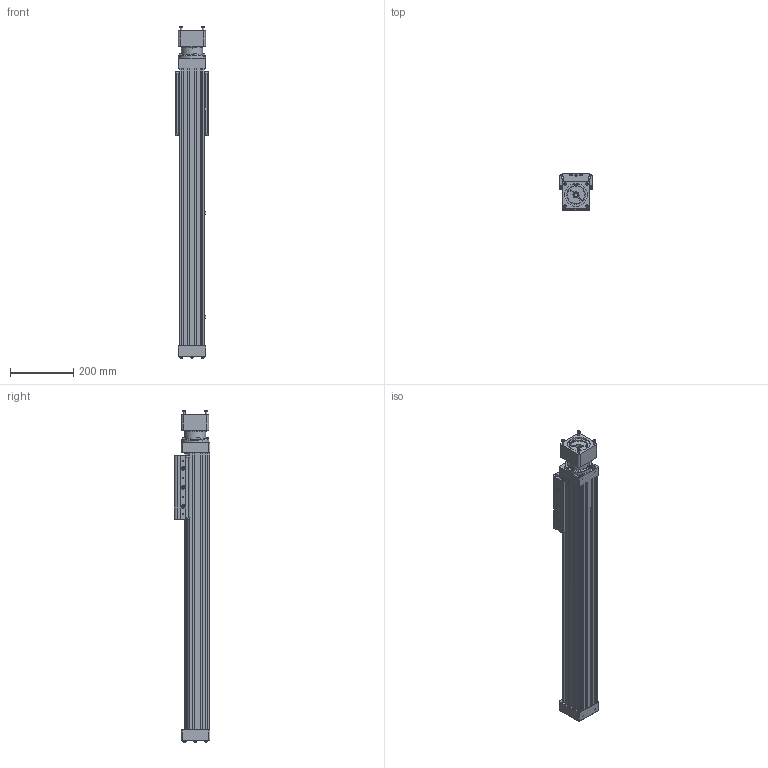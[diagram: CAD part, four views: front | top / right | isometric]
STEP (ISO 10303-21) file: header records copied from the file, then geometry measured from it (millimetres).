
FILE_DESCRIPTION (( 'STEP AP203' ), '1' );
FILE_NAME ('MXE-475486-1.step', '2024-11-19T20:47:28', ( '' ), ( '' ), 'SwSTEP 2.0', 'SolidWorks 2024', '' );
FILE_SCHEMA (( 'CONFIG_CONTROL_DESIGN' ));
Length unit declared in the file: inch
Products named in the file (6): MXE-475486-1; Base_MXE-475486-1; 83509005_MXE-475486-1; 81009800_MXE-475486-1; 83509007_MXE-475486-1; tempJoin0_45109055_MXE-475486-1
Assembly tree (7 placements, depth 2):
  MXE-475486-1
    83509005_MXE-475486-1
    81009800_MXE-475486-1  x3
    tempJoin0_45109055_MXE-475486-1
    83509007_MXE-475486-1
    Base_MXE-475486-1
Bounding box: 104.07 x 112.8 x 1052.64 mm (x, y, z)
Volume: 5507661 mm3; surface area: 935175.3 mm2
Topology: 11 solids, 43 shells, 2010 faces, 5035 edges, 3261 vertices
Faces by surface type: plane 1158, cylinder 660, cone 125, sphere 33, torus 22, bspline 12
Full cylindrical faces by diameter (mm): 1 x6, 1.981 x4, 2.25 x6, 3.454 x1, 4 x1, 4.2 x17, 4.201 x4, 4.318 x1, 4.763 x6, 5 x28, 5.001 x4, 5.69 x4, 6 x14, 6.8 x2, 6.858 x4, 6.917 x4, 7 x1, 7.6 x4, 7.95 x4, 8 x8, 8.5 x21, 9.25 x8, 9.53 x4, 10 x10, 10.5 x4, 10.795 x4, 11.1 x6, 12.7 x2, 13 x8, 14.287 x4
Entity records: 56227 total; most frequent: CARTESIAN_POINT 11424, DIRECTION 9432, ORIENTED_EDGE 8480, EDGE_CURVE 4240, AXIS2_PLACEMENT_3D 3455, VERTEX_POINT 2917, LINE 2522, VECTOR 2522
